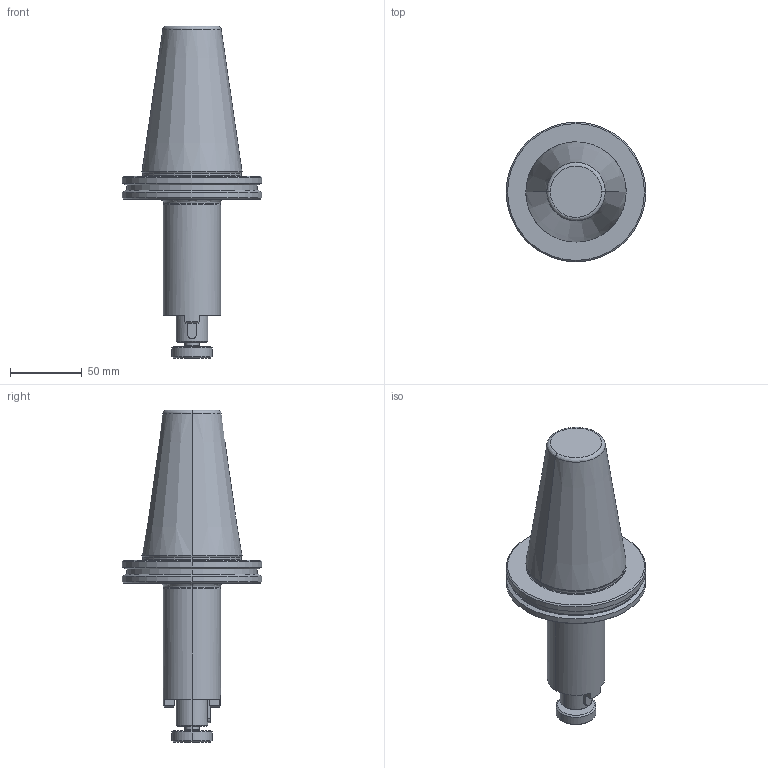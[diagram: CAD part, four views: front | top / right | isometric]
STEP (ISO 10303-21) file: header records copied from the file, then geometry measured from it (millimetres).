
FILE_DESCRIPTION (( 'STEP AP203' ), '1' );
FILE_NAME ('SK 50 CSMA22 100 AD-6.3G15000 SL SP.S.STEP', '2019-05-07T10:12:30', ( '' ), ( '' ), 'SwSTEP 2.0', 'SolidWorks 2014', '' );
FILE_SCHEMA (( 'CONFIG_CONTROL_DESIGN' ));
Length unit declared in the file: millimetre
Products named in the file (1): SK 50 CSMA22 100 AD-6.3G15000 SL SP.S
Bounding box: 97.5 x 97.5 x 231.75 mm (x, y, z)
Volume: 488634.3 mm3; surface area: 49944.4 mm2
Topology: 1 solids, 1 shells, 76 faces, 176 edges, 108 vertices
Faces by surface type: plane 23, cone 22, cylinder 21, bspline 10
Entity records: 3134 total; most frequent: CARTESIAN_POINT 1370, DIRECTION 361, ORIENTED_EDGE 352, EDGE_CURVE 176, AXIS2_PLACEMENT_3D 147, VERTEX_POINT 108, EDGE_LOOP 82, CIRCLE 80
